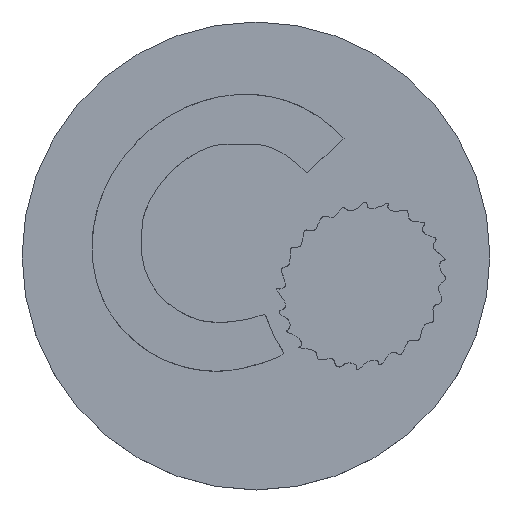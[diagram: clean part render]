
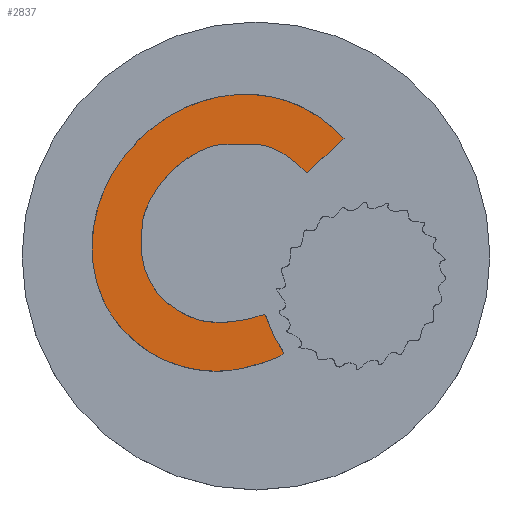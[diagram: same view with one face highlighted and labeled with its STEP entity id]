
A CAD part, top view. The second image highlights one B-rep face of the part: STEP entity #2837.
In plain terms, the highlighted planar face has unit normal (0, 0, 1).
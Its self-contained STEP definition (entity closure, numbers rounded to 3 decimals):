
#117=B_SPLINE_CURVE_WITH_KNOTS('',3,(#4260,#4261,#4262,#4263),
 .UNSPECIFIED.,.F.,.F.,(4,4),(0.,1.),.UNSPECIFIED.);
#119=B_SPLINE_CURVE_WITH_KNOTS('',3,(#4280,#4281,#4282,#4283),
 .UNSPECIFIED.,.F.,.F.,(4,4),(0.,1.),.UNSPECIFIED.);
#121=B_SPLINE_CURVE_WITH_KNOTS('',3,(#4301,#4302,#4303,#4304),
 .UNSPECIFIED.,.F.,.F.,(4,4),(0.,1.),.UNSPECIFIED.);
#123=B_SPLINE_CURVE_WITH_KNOTS('',3,(#4320,#4321,#4322,#4323),
 .UNSPECIFIED.,.F.,.F.,(4,4),(0.,1.),.UNSPECIFIED.);
#125=B_SPLINE_CURVE_WITH_KNOTS('',3,(#4339,#4340,#4341,#4342),
 .UNSPECIFIED.,.F.,.F.,(4,4),(0.,1.),.UNSPECIFIED.);
#127=B_SPLINE_CURVE_WITH_KNOTS('',3,(#4370,#4371,#4372,#4373),
 .UNSPECIFIED.,.F.,.F.,(4,4),(0.,1.),.UNSPECIFIED.);
#129=B_SPLINE_CURVE_WITH_KNOTS('',3,(#4401,#4402,#4403,#4404),
 .UNSPECIFIED.,.F.,.F.,(4,4),(0.,1.),.UNSPECIFIED.);
#131=B_SPLINE_CURVE_WITH_KNOTS('',3,(#4420,#4421,#4422,#4423),
 .UNSPECIFIED.,.F.,.F.,(4,4),(0.,1.),.UNSPECIFIED.);
#133=B_SPLINE_CURVE_WITH_KNOTS('',3,(#4439,#4440,#4441,#4442),
 .UNSPECIFIED.,.F.,.F.,(4,4),(0.,1.),.UNSPECIFIED.);
#135=B_SPLINE_CURVE_WITH_KNOTS('',3,(#4458,#4459,#4460,#4461),
 .UNSPECIFIED.,.F.,.F.,(4,4),(0.,1.),.UNSPECIFIED.);
#137=B_SPLINE_CURVE_WITH_KNOTS('',3,(#4477,#4478,#4479,#4480),
 .UNSPECIFIED.,.F.,.F.,(4,4),(0.,1.),.UNSPECIFIED.);
#139=B_SPLINE_CURVE_WITH_KNOTS('',3,(#4496,#4497,#4498,#4499),
 .UNSPECIFIED.,.F.,.F.,(4,4),(0.,1.),.UNSPECIFIED.);
#141=B_SPLINE_CURVE_WITH_KNOTS('',3,(#4514,#4515,#4516,#4517),
 .UNSPECIFIED.,.F.,.F.,(4,4),(0.,1.),.UNSPECIFIED.);
#143=B_SPLINE_CURVE_WITH_KNOTS('',3,(#4533,#4534,#4535,#4536),
 .UNSPECIFIED.,.F.,.F.,(4,4),(0.,1.),.UNSPECIFIED.);
#145=B_SPLINE_CURVE_WITH_KNOTS('',3,(#4552,#4553,#4554,#4555),
 .UNSPECIFIED.,.F.,.F.,(4,4),(0.,1.),.UNSPECIFIED.);
#147=B_SPLINE_CURVE_WITH_KNOTS('',3,(#4569,#4570,#4571,#4572),
 .UNSPECIFIED.,.F.,.F.,(4,4),(0.,1.),.UNSPECIFIED.);
#427=PLANE('',#2970);
#525=FACE_OUTER_BOUND('',#694,.T.);
#694=EDGE_LOOP('',(#2210,#2211,#2212,#2213,#2214,#2215,#2216,#2217,#2218,
#2219,#2220,#2221,#2222,#2223,#2224,#2225,#2226,#2227,#2228,#2229));
#848=LINE('',#4348,#1011);
#851=LINE('',#4354,#1014);
#855=LINE('',#4379,#1018);
#858=LINE('',#4385,#1021);
#1011=VECTOR('',#3103,10.);
#1014=VECTOR('',#3108,10.);
#1018=VECTOR('',#3114,10.);
#1021=VECTOR('',#3119,10.);
#1238=VERTEX_POINT('',#4257);
#1239=VERTEX_POINT('',#4259);
#1241=VERTEX_POINT('',#4278);
#1243=VERTEX_POINT('',#4299);
#1245=VERTEX_POINT('',#4318);
#1247=VERTEX_POINT('',#4337);
#1249=VERTEX_POINT('',#4346);
#1251=VERTEX_POINT('',#4352);
#1253=VERTEX_POINT('',#4368);
#1255=VERTEX_POINT('',#4377);
#1257=VERTEX_POINT('',#4383);
#1259=VERTEX_POINT('',#4399);
#1261=VERTEX_POINT('',#4418);
#1263=VERTEX_POINT('',#4437);
#1265=VERTEX_POINT('',#4456);
#1267=VERTEX_POINT('',#4475);
#1269=VERTEX_POINT('',#4494);
#1271=VERTEX_POINT('',#4513);
#1273=VERTEX_POINT('',#4532);
#1275=VERTEX_POINT('',#4551);
#1584=EDGE_CURVE('',#1239,#1238,#117,.T.);
#1588=EDGE_CURVE('',#1238,#1241,#119,.T.);
#1591=EDGE_CURVE('',#1241,#1243,#121,.T.);
#1594=EDGE_CURVE('',#1243,#1245,#123,.T.);
#1597=EDGE_CURVE('',#1245,#1247,#125,.T.);
#1600=EDGE_CURVE('',#1247,#1249,#848,.T.);
#1603=EDGE_CURVE('',#1249,#1251,#851,.T.);
#1606=EDGE_CURVE('',#1251,#1253,#127,.T.);
#1609=EDGE_CURVE('',#1253,#1255,#855,.T.);
#1612=EDGE_CURVE('',#1255,#1257,#858,.T.);
#1615=EDGE_CURVE('',#1257,#1259,#129,.T.);
#1618=EDGE_CURVE('',#1259,#1261,#131,.T.);
#1621=EDGE_CURVE('',#1261,#1263,#133,.T.);
#1624=EDGE_CURVE('',#1263,#1265,#135,.T.);
#1627=EDGE_CURVE('',#1265,#1267,#137,.T.);
#1630=EDGE_CURVE('',#1267,#1269,#139,.T.);
#1632=EDGE_CURVE('',#1271,#1239,#141,.T.);
#1635=EDGE_CURVE('',#1273,#1271,#143,.T.);
#1638=EDGE_CURVE('',#1275,#1273,#145,.T.);
#1641=EDGE_CURVE('',#1269,#1275,#147,.T.);
#2210=ORIENTED_EDGE('',*,*,#1630,.T.);
#2211=ORIENTED_EDGE('',*,*,#1641,.T.);
#2212=ORIENTED_EDGE('',*,*,#1638,.T.);
#2213=ORIENTED_EDGE('',*,*,#1635,.T.);
#2214=ORIENTED_EDGE('',*,*,#1632,.T.);
#2215=ORIENTED_EDGE('',*,*,#1584,.T.);
#2216=ORIENTED_EDGE('',*,*,#1588,.T.);
#2217=ORIENTED_EDGE('',*,*,#1591,.T.);
#2218=ORIENTED_EDGE('',*,*,#1594,.T.);
#2219=ORIENTED_EDGE('',*,*,#1597,.T.);
#2220=ORIENTED_EDGE('',*,*,#1600,.T.);
#2221=ORIENTED_EDGE('',*,*,#1603,.T.);
#2222=ORIENTED_EDGE('',*,*,#1606,.T.);
#2223=ORIENTED_EDGE('',*,*,#1609,.T.);
#2224=ORIENTED_EDGE('',*,*,#1612,.T.);
#2225=ORIENTED_EDGE('',*,*,#1615,.T.);
#2226=ORIENTED_EDGE('',*,*,#1618,.T.);
#2227=ORIENTED_EDGE('',*,*,#1621,.T.);
#2228=ORIENTED_EDGE('',*,*,#1624,.T.);
#2229=ORIENTED_EDGE('',*,*,#1627,.T.);
#2837=ADVANCED_FACE('',(#525),#427,.T.);
#2970=AXIS2_PLACEMENT_3D('',#4573,#3129,#3130);
#3103=DIRECTION('',(0.713,-0.701,0.));
#3108=DIRECTION('',(0.745,0.667,0.));
#3114=DIRECTION('',(0.737,0.676,0.));
#3119=DIRECTION('',(-0.73,0.683,0.));
#3129=DIRECTION('center_axis',(0.,0.,1.));
#3130=DIRECTION('ref_axis',(1.,0.,0.));
#4257=CARTESIAN_POINT('',(4.737,13.131,1.5));
#4259=CARTESIAN_POINT('',(4.1,10.422,1.5));
#4260=CARTESIAN_POINT('Ctrl Pts',(4.1,10.422,1.5));
#4261=CARTESIAN_POINT('Ctrl Pts',(4.157,11.723,1.5));
#4262=CARTESIAN_POINT('Ctrl Pts',(4.251,12.119,1.5));
#4263=CARTESIAN_POINT('Ctrl Pts',(4.737,13.131,1.5));
#4278=CARTESIAN_POINT('',(8.382,16.785,1.5));
#4280=CARTESIAN_POINT('Ctrl Pts',(4.737,13.131,1.5));
#4281=CARTESIAN_POINT('Ctrl Pts',(5.482,14.68,1.5));
#4282=CARTESIAN_POINT('Ctrl Pts',(6.821,16.022,1.5));
#4283=CARTESIAN_POINT('Ctrl Pts',(8.382,16.785,1.5));
#4299=CARTESIAN_POINT('',(11.43,17.364,1.5));
#4301=CARTESIAN_POINT('Ctrl Pts',(8.382,16.785,1.5));
#4302=CARTESIAN_POINT('Ctrl Pts',(9.513,17.338,1.5));
#4303=CARTESIAN_POINT('Ctrl Pts',(9.653,17.364,1.5));
#4304=CARTESIAN_POINT('Ctrl Pts',(11.43,17.364,1.5));
#4318=CARTESIAN_POINT('',(14.224,16.922,1.5));
#4320=CARTESIAN_POINT('Ctrl Pts',(11.43,17.364,1.5));
#4321=CARTESIAN_POINT('Ctrl Pts',(13.087,17.364,1.5));
#4322=CARTESIAN_POINT('Ctrl Pts',(13.396,17.316,1.5));
#4323=CARTESIAN_POINT('Ctrl Pts',(14.224,16.922,1.5));
#4337=CARTESIAN_POINT('',(15.803,15.844,1.5));
#4339=CARTESIAN_POINT('Ctrl Pts',(14.224,16.922,1.5));
#4340=CARTESIAN_POINT('Ctrl Pts',(14.736,16.679,1.5));
#4341=CARTESIAN_POINT('Ctrl Pts',(15.447,16.194,1.5));
#4342=CARTESIAN_POINT('Ctrl Pts',(15.803,15.844,1.5));
#4346=CARTESIAN_POINT('',(16.45,15.208,1.5));
#4348=CARTESIAN_POINT('',(15.803,15.844,1.5));
#4352=CARTESIAN_POINT('',(16.903,15.614,1.5));
#4354=CARTESIAN_POINT('',(16.45,15.208,1.5));
#4368=CARTESIAN_POINT('',(18.313,16.897,1.5));
#4370=CARTESIAN_POINT('Ctrl Pts',(16.903,15.614,1.5));
#4371=CARTESIAN_POINT('Ctrl Pts',(17.153,15.838,1.5));
#4372=CARTESIAN_POINT('Ctrl Pts',(17.787,16.415,1.5));
#4373=CARTESIAN_POINT('Ctrl Pts',(18.313,16.897,1.5));
#4377=CARTESIAN_POINT('',(19.269,17.774,1.5));
#4379=CARTESIAN_POINT('',(18.313,16.897,1.5));
#4383=CARTESIAN_POINT('',(18.469,18.522,1.5));
#4385=CARTESIAN_POINT('',(19.269,17.774,1.5));
#4399=CARTESIAN_POINT('',(1.992,15.224,1.5));
#4401=CARTESIAN_POINT('Ctrl Pts',(18.469,18.522,1.5));
#4402=CARTESIAN_POINT('Ctrl Pts',(13.667,23.014,1.5));
#4403=CARTESIAN_POINT('Ctrl Pts',(5.743,21.428,1.5));
#4404=CARTESIAN_POINT('Ctrl Pts',(1.992,15.224,1.5));
#4418=CARTESIAN_POINT('',(1.827,4.657,1.5));
#4420=CARTESIAN_POINT('Ctrl Pts',(1.992,15.224,1.5));
#4421=CARTESIAN_POINT('Ctrl Pts',(-0.035,11.873,1.5));
#4422=CARTESIAN_POINT('Ctrl Pts',(-0.101,7.634,1.5));
#4423=CARTESIAN_POINT('Ctrl Pts',(1.827,4.657,1.5));
#4437=CARTESIAN_POINT('',(11.684,0.588,1.5));
#4439=CARTESIAN_POINT('Ctrl Pts',(1.827,4.657,1.5));
#4440=CARTESIAN_POINT('Ctrl Pts',(3.943,1.39,1.5));
#4441=CARTESIAN_POINT('Ctrl Pts',(7.865,-0.229,1.5));
#4442=CARTESIAN_POINT('Ctrl Pts',(11.684,0.588,1.5));
#4456=CARTESIAN_POINT('',(14.732,1.729,1.5));
#4458=CARTESIAN_POINT('Ctrl Pts',(11.684,0.588,1.5));
#4459=CARTESIAN_POINT('Ctrl Pts',(13.085,0.887,1.5));
#4460=CARTESIAN_POINT('Ctrl Pts',(14.732,1.504,1.5));
#4461=CARTESIAN_POINT('Ctrl Pts',(14.732,1.729,1.5));
#4475=CARTESIAN_POINT('',(14.354,2.433,1.5));
#4477=CARTESIAN_POINT('Ctrl Pts',(14.732,1.729,1.5));
#4478=CARTESIAN_POINT('Ctrl Pts',(14.732,1.825,1.5));
#4479=CARTESIAN_POINT('Ctrl Pts',(14.562,2.142,1.5));
#4480=CARTESIAN_POINT('Ctrl Pts',(14.354,2.433,1.5));
#4494=CARTESIAN_POINT('',(13.689,3.814,1.5));
#4496=CARTESIAN_POINT('Ctrl Pts',(14.354,2.433,1.5));
#4497=CARTESIAN_POINT('Ctrl Pts',(14.146,2.725,1.5));
#4498=CARTESIAN_POINT('Ctrl Pts',(13.847,3.347,1.5));
#4499=CARTESIAN_POINT('Ctrl Pts',(13.689,3.814,1.5));
#4513=CARTESIAN_POINT('',(5.313,6.225,1.5));
#4514=CARTESIAN_POINT('Ctrl Pts',(5.313,6.225,1.5));
#4515=CARTESIAN_POINT('Ctrl Pts',(4.368,7.467,1.5));
#4516=CARTESIAN_POINT('Ctrl Pts',(4.022,8.667,1.5));
#4517=CARTESIAN_POINT('Ctrl Pts',(4.1,10.422,1.5));
#4532=CARTESIAN_POINT('',(8.382,4.215,1.5));
#4533=CARTESIAN_POINT('Ctrl Pts',(8.382,4.215,1.5));
#4534=CARTESIAN_POINT('Ctrl Pts',(7.338,4.502,1.5));
#4535=CARTESIAN_POINT('Ctrl Pts',(5.914,5.435,1.5));
#4536=CARTESIAN_POINT('Ctrl Pts',(5.313,6.225,1.5));
#4551=CARTESIAN_POINT('',(13.303,4.626,1.5));
#4552=CARTESIAN_POINT('Ctrl Pts',(13.303,4.626,1.5));
#4553=CARTESIAN_POINT('Ctrl Pts',(11.799,4.041,1.5));
#4554=CARTESIAN_POINT('Ctrl Pts',(9.663,3.863,1.5));
#4555=CARTESIAN_POINT('Ctrl Pts',(8.382,4.215,1.5));
#4569=CARTESIAN_POINT('Ctrl Pts',(13.689,3.814,1.5));
#4570=CARTESIAN_POINT('Ctrl Pts',(13.53,4.282,1.5));
#4571=CARTESIAN_POINT('Ctrl Pts',(13.357,4.647,1.5));
#4572=CARTESIAN_POINT('Ctrl Pts',(13.303,4.626,1.5));
#4573=CARTESIAN_POINT('Origin',(9.584,11.393,1.5));
